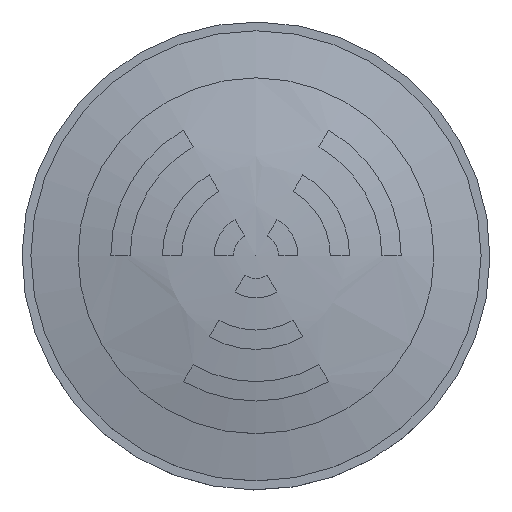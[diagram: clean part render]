
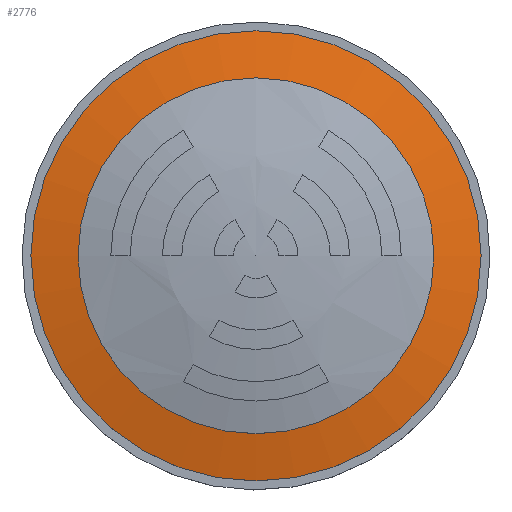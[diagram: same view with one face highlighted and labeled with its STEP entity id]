
A CAD part, top view. The second image highlights one B-rep face of the part: STEP entity #2776.
In plain terms, the highlighted conical face has half-angle 78.5 degrees and reference radius 12.107 mm.
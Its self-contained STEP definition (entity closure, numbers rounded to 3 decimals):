
#13=CONICAL_SURFACE($,#2995,12.107,78.5);
#639=FACE_BOUND($,#897,.T.);
#711=FACE_OUTER_BOUND($,#896,.T.);
#896=EDGE_LOOP($,(#1967));
#897=EDGE_LOOP($,(#1968));
#1114=CIRCLE($,#2994,13.95);
#1115=CIRCLE($,#2996,10.264);
#1265=VERTEX_POINT($,#4305);
#1266=VERTEX_POINT($,#4308);
#1540=EDGE_CURVE($,#1265,#1265,#1114,.T.);
#1541=EDGE_CURVE($,#1266,#1266,#1115,.T.);
#1967=ORIENTED_EDGE($,*,*,#1541,.F.);
#1968=ORIENTED_EDGE($,*,*,#1540,.T.);
#2776=ADVANCED_FACE($,(#711,#639),#13,.T.);
#2994=AXIS2_PLACEMENT_3D($,#4306,#3401,#3402);
#2995=AXIS2_PLACEMENT_3D($,#4307,#3403,#3404);
#2996=AXIS2_PLACEMENT_3D($,#4309,#3405,#3406);
#3401=DIRECTION('center_axis',(0.,0.,
1.));
#3402=DIRECTION('ref_axis',(-1.,0.,0.));
#3403=DIRECTION('center_axis',(0.,0.,
-1.));
#3404=DIRECTION('ref_axis',(-1.,0.,0.));
#3405=DIRECTION('center_axis',(0.,0.,
1.));
#3406=DIRECTION('ref_axis',(-1.,0.,0.));
#4305=CARTESIAN_POINT('',(-33.2,13.098,10.007));
#4306=CARTESIAN_POINT('Origin',(-19.25,13.098,10.007));
#4307=CARTESIAN_POINT('Origin',(-19.25,13.098,10.382));
#4308=CARTESIAN_POINT('',(-29.513,13.098,10.757));
#4309=CARTESIAN_POINT('Origin',(-19.25,13.098,10.757));
